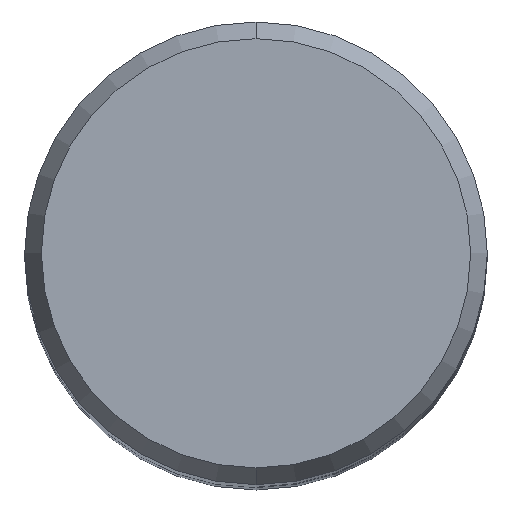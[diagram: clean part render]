
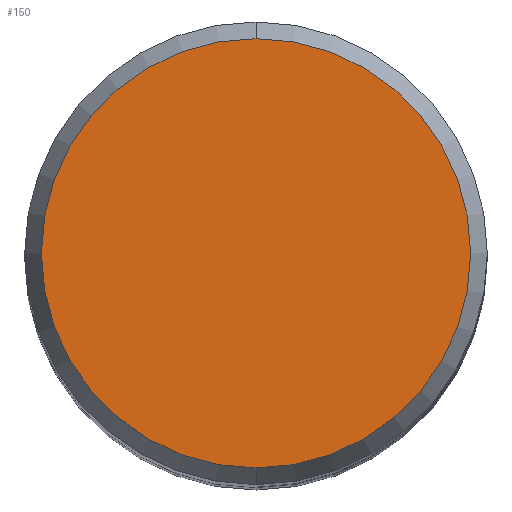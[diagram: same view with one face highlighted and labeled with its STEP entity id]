
A CAD part, top view. The second image highlights one B-rep face of the part: STEP entity #150.
In plain terms, the highlighted planar face has unit normal (0, 0, 1).
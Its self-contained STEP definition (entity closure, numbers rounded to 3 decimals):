
#110=VERTEX_POINT('',#233);
#124=VERTEX_POINT('',#247);
#148=EDGE_CURVE('',#124,#110,#273,.T.);
#150=ADVANCED_FACE('',(#275),#276,.T.);
#184=EDGE_CURVE('',#110,#124,#319,.T.);
#233=CARTESIAN_POINT('',(0.0,8.837,0.01));
#247=CARTESIAN_POINT('',(0.,-8.837,0.01));
#273=CIRCLE('',#423,8.837);
#275=FACE_OUTER_BOUND('',#425,.T.);
#276=PLANE('',#426);
#319=CIRCLE('',#474,8.837);
#423=AXIS2_PLACEMENT_3D('',#546,#547,#548);
#425=EDGE_LOOP('',(#550,#551));
#426=AXIS2_PLACEMENT_3D('',#552,#553,#554);
#474=AXIS2_PLACEMENT_3D('',#621,#622,#623);
#546=CARTESIAN_POINT('',(0.0,0.0,0.01));
#547=DIRECTION('',(0.0,0.0,-1.0));
#548=DIRECTION('',(0.0,1.0,0.0));
#550=ORIENTED_EDGE('',*,*,#184,.F.);
#551=ORIENTED_EDGE('',*,*,#148,.F.);
#552=CARTESIAN_POINT('',(0.0,4.419,0.01));
#553=DIRECTION('',(-0.0,0.0,1.0));
#554=DIRECTION('',(0.0,-1.0,0.0));
#621=CARTESIAN_POINT('',(0.0,0.0,0.01));
#622=DIRECTION('',(0.0,0.0,-1.0));
#623=DIRECTION('',(0.0,1.0,0.0));
